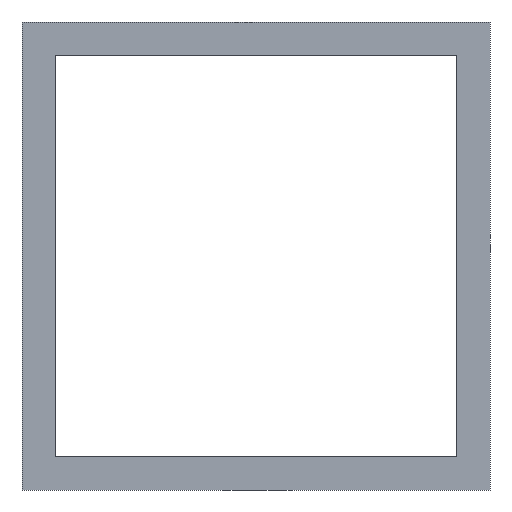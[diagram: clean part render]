
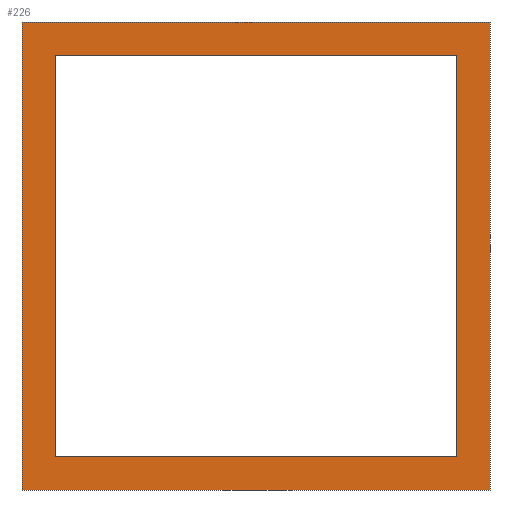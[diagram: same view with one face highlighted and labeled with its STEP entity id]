
A CAD part, front view. The second image highlights one B-rep face of the part: STEP entity #226.
In plain terms, the highlighted planar face has unit normal (0, -1, 0).
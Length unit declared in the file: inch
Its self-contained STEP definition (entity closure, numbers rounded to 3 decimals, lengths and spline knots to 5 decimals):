
#23=LINE('',#360,#47);
#24=LINE('',#362,#48);
#25=LINE('',#364,#49);
#26=LINE('',#365,#50);
#27=LINE('',#368,#51);
#28=LINE('',#370,#52);
#29=LINE('',#372,#53);
#30=LINE('',#373,#54);
#47=VECTOR('',#297,39.37008);
#48=VECTOR('',#298,39.37008);
#49=VECTOR('',#299,39.37008);
#50=VECTOR('',#300,39.37008);
#51=VECTOR('',#301,39.37008);
#52=VECTOR('',#302,39.37008);
#53=VECTOR('',#303,39.37008);
#54=VECTOR('',#304,39.37008);
#64=PLANE('',#262);
#76=FACE_BOUND('',#100,.T.);
#84=FACE_OUTER_BOUND('',#99,.T.);
#99=EDGE_LOOP('',(#177,#178,#179,#180));
#100=EDGE_LOOP('',(#181,#182,#183,#184));
#129=VERTEX_POINT('',#358);
#130=VERTEX_POINT('',#359);
#131=VERTEX_POINT('',#361);
#132=VERTEX_POINT('',#363);
#133=VERTEX_POINT('',#366);
#134=VERTEX_POINT('',#367);
#135=VERTEX_POINT('',#369);
#136=VERTEX_POINT('',#371);
#149=EDGE_CURVE('',#129,#130,#23,.T.);
#150=EDGE_CURVE('',#131,#129,#24,.T.);
#151=EDGE_CURVE('',#131,#132,#25,.T.);
#152=EDGE_CURVE('',#132,#130,#26,.T.);
#153=EDGE_CURVE('',#133,#134,#27,.T.);
#154=EDGE_CURVE('',#134,#135,#28,.T.);
#155=EDGE_CURVE('',#136,#135,#29,.T.);
#156=EDGE_CURVE('',#133,#136,#30,.T.);
#177=ORIENTED_EDGE('',*,*,#149,.F.);
#178=ORIENTED_EDGE('',*,*,#150,.F.);
#179=ORIENTED_EDGE('',*,*,#151,.T.);
#180=ORIENTED_EDGE('',*,*,#152,.T.);
#181=ORIENTED_EDGE('',*,*,#153,.T.);
#182=ORIENTED_EDGE('',*,*,#154,.T.);
#183=ORIENTED_EDGE('',*,*,#155,.F.);
#184=ORIENTED_EDGE('',*,*,#156,.F.);
#226=ADVANCED_FACE('',(#84,#76),#64,.T.);
#262=AXIS2_PLACEMENT_3D('',#357,#295,#296);
#295=DIRECTION('center_axis',(0.,-1.,0.));
#296=DIRECTION('ref_axis',(0.,0.,-1.));
#297=DIRECTION('',(1.,0.,0.));
#298=DIRECTION('',(0.,0.,1.));
#299=DIRECTION('',(1.,0.,0.));
#300=DIRECTION('',(0.,0.,1.));
#301=DIRECTION('',(0.,0.,1.));
#302=DIRECTION('',(1.,0.,0.));
#303=DIRECTION('',(0.,0.,1.));
#304=DIRECTION('',(1.,0.,0.));
#357=CARTESIAN_POINT('Origin',(0.875,1.75,-12.));
#358=CARTESIAN_POINT('',(0.,1.75,-10.25));
#359=CARTESIAN_POINT('',(1.75,1.75,-10.25));
#360=CARTESIAN_POINT('',(0.875,1.75,-10.25));
#361=CARTESIAN_POINT('',(0.,1.75,-12.));
#362=CARTESIAN_POINT('',(0.,1.75,-12.));
#363=CARTESIAN_POINT('',(1.75,1.75,-12.));
#364=CARTESIAN_POINT('',(0.875,1.75,-12.));
#365=CARTESIAN_POINT('',(1.75,1.75,-12.));
#366=CARTESIAN_POINT('',(0.125,1.75,-11.875));
#367=CARTESIAN_POINT('',(0.125,1.75,-10.375));
#368=CARTESIAN_POINT('',(0.125,1.75,-12.));
#369=CARTESIAN_POINT('',(1.625,1.75,-10.375));
#370=CARTESIAN_POINT('',(0.875,1.75,-10.375));
#371=CARTESIAN_POINT('',(1.625,1.75,-11.875));
#372=CARTESIAN_POINT('',(1.625,1.75,-12.));
#373=CARTESIAN_POINT('',(0.875,1.75,-11.875));
